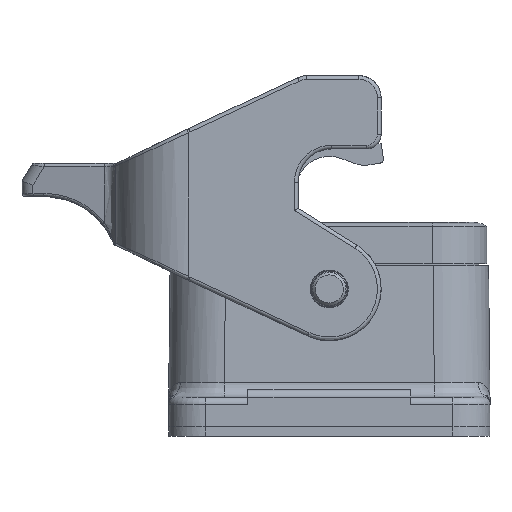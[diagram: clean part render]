
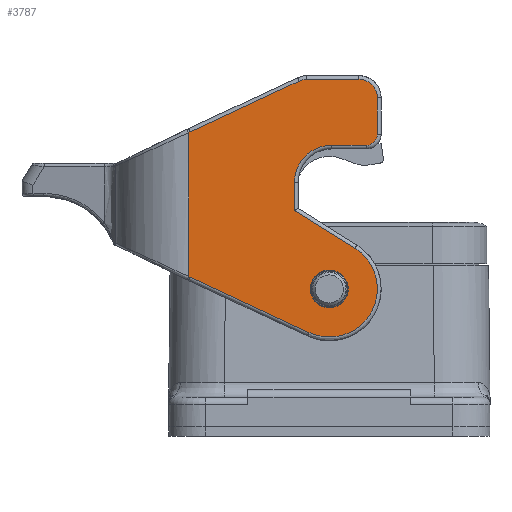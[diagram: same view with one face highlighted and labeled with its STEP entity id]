
A CAD part, left-side view. The second image highlights one B-rep face of the part: STEP entity #3787.
In plain terms, the highlighted planar face has unit normal (-1, 0, 0).
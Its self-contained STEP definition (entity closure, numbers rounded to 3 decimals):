
#2880=FACE_BOUND('',#5284,.T.);
#2881=FACE_BOUND('',#5285,.T.);
#3212=CIRCLE('',#16790,2.55);
#3246=CIRCLE('',#16898,5.);
#3249=CIRCLE('',#16903,1.5);
#3252=CIRCLE('',#16908,2.5);
#3258=CIRCLE('',#16917,2.5);
#3279=CIRCLE('',#16955,6.5);
#3787=ADVANCED_FACE('',(#2880,#2881),#4306,.F.);
#4306=PLANE('',#16959);
#5284=EDGE_LOOP('',(#7144));
#5285=EDGE_LOOP('',(#7145,#7146,#7147,#7148,#7149,#7150,#7151,#7152,#7153,
#7154,#7155,#7156,#7157,#7158,#7159));
#7144=ORIENTED_EDGE('',*,*,#10320,.F.);
#7145=ORIENTED_EDGE('',*,*,#10602,.F.);
#7146=ORIENTED_EDGE('',*,*,#10594,.T.);
#7147=ORIENTED_EDGE('',*,*,#10597,.T.);
#7148=ORIENTED_EDGE('',*,*,#10599,.T.);
#7149=ORIENTED_EDGE('',*,*,#10601,.T.);
#7150=ORIENTED_EDGE('',*,*,#10518,.T.);
#7151=ORIENTED_EDGE('',*,*,#10520,.T.);
#7152=ORIENTED_EDGE('',*,*,#10522,.T.);
#7153=ORIENTED_EDGE('',*,*,#10524,.T.);
#7154=ORIENTED_EDGE('',*,*,#10526,.T.);
#7155=ORIENTED_EDGE('',*,*,#10528,.T.);
#7156=ORIENTED_EDGE('',*,*,#10533,.T.);
#7157=ORIENTED_EDGE('',*,*,#10537,.T.);
#7158=ORIENTED_EDGE('',*,*,#10541,.T.);
#7159=ORIENTED_EDGE('',*,*,#10603,.F.);
#9156=VERTEX_POINT('',#23417);
#9288=VERTEX_POINT('',#24062);
#9289=VERTEX_POINT('',#24064);
#9290=VERTEX_POINT('',#24068);
#9291=VERTEX_POINT('',#24072);
#9292=VERTEX_POINT('',#24076);
#9293=VERTEX_POINT('',#24080);
#9294=VERTEX_POINT('',#24084);
#9297=VERTEX_POINT('',#24094);
#9299=VERTEX_POINT('',#24107);
#9301=VERTEX_POINT('',#24121);
#9330=VERTEX_POINT('',#24600);
#9331=VERTEX_POINT('',#24601);
#9332=VERTEX_POINT('',#24611);
#9333=VERTEX_POINT('',#24639);
#9334=VERTEX_POINT('',#24653);
#10320=EDGE_CURVE('',#9156,#9156,#3212,.T.);
#10518=EDGE_CURVE('',#9288,#9289,#3246,.T.);
#10520=EDGE_CURVE('',#9289,#9290,#13638,.T.);
#10522=EDGE_CURVE('',#9290,#9291,#3249,.T.);
#10524=EDGE_CURVE('',#9291,#9292,#13639,.T.);
#10526=EDGE_CURVE('',#9292,#9293,#3252,.T.);
#10528=EDGE_CURVE('',#9293,#9294,#13640,.T.);
#10533=EDGE_CURVE('',#9294,#9297,#3258,.T.);
#10537=EDGE_CURVE('',#9297,#9299,#11768,.T.);
#10541=EDGE_CURVE('',#9299,#9301,#11770,.T.);
#10594=EDGE_CURVE('',#9330,#9331,#13655,.T.);
#10597=EDGE_CURVE('',#9331,#9332,#3279,.T.);
#10599=EDGE_CURVE('',#9332,#9333,#13656,.T.);
#10601=EDGE_CURVE('',#9333,#9288,#13657,.T.);
#10602=EDGE_CURVE('',#9330,#9334,#11794,.T.);
#10603=EDGE_CURVE('',#9334,#9301,#13658,.T.);
#11768=B_SPLINE_CURVE_WITH_KNOTS('',3,(#24108,#24109,#24110,#24111),
 .UNSPECIFIED.,.F.,.F.,(4,4),(0.,1.),.UNSPECIFIED.);
#11770=B_SPLINE_CURVE_WITH_KNOTS('',3,(#24122,#24123,#24124,#24125),
 .UNSPECIFIED.,.F.,.F.,(4,4),(0.,1.),.UNSPECIFIED.);
#11794=B_SPLINE_CURVE_WITH_KNOTS('',3,(#24649,#24650,#24651,#24652),
 .UNSPECIFIED.,.F.,.F.,(4,4),(0.,1.),.UNSPECIFIED.);
#13638=LINE('',#24069,#14665);
#13639=LINE('',#24077,#14666);
#13640=LINE('',#24085,#14667);
#13655=LINE('',#24599,#14682);
#13656=LINE('',#24638,#14683);
#13657=LINE('',#24647,#14684);
#13658=LINE('',#24654,#14685);
#14665=VECTOR('',#18983,1.);
#14666=VECTOR('',#18994,1.);
#14667=VECTOR('',#19005,1.);
#14682=VECTOR('',#19104,1.);
#14683=VECTOR('',#19113,1.);
#14684=VECTOR('',#19116,1.);
#14685=VECTOR('',#19119,1.);
#16790=AXIS2_PLACEMENT_3D('',#23416,#18649,#18650);
#16898=AXIS2_PLACEMENT_3D('',#24065,#18977,#18978);
#16903=AXIS2_PLACEMENT_3D('',#24073,#18988,#18989);
#16908=AXIS2_PLACEMENT_3D('',#24081,#18999,#19000);
#16917=AXIS2_PLACEMENT_3D('',#24095,#19018,#19019);
#16955=AXIS2_PLACEMENT_3D('',#24610,#19109,#19110);
#16959=AXIS2_PLACEMENT_3D('',#24655,#19120,#19121);
#18649=DIRECTION('',(-1.,0.,0.));
#18650=DIRECTION('',(0.,-1.,0.));
#18977=DIRECTION('',(1.,0.,0.));
#18978=DIRECTION('',(0.,1.,0.));
#18983=DIRECTION('',(0.,-1.,0.));
#18988=DIRECTION('',(-1.,0.,0.));
#18989=DIRECTION('',(0.,1.,0.));
#18994=DIRECTION('',(0.,0.,1.));
#18999=DIRECTION('',(-1.,0.,0.));
#19000=DIRECTION('',(0.,1.,0.));
#19005=DIRECTION('',(0.,1.,0.));
#19018=DIRECTION('',(-1.,0.,0.));
#19019=DIRECTION('',(0.,1.,0.));
#19104=DIRECTION('',(0.,-0.906,-0.423));
#19109=DIRECTION('',(-1.,0.,0.));
#19110=DIRECTION('',(0.,-0.53,0.848));
#19113=DIRECTION('',(0.,0.848,0.53));
#19116=DIRECTION('',(0.,0.,1.));
#19119=DIRECTION('',(0.,0.,1.));
#19120=DIRECTION('',(1.,0.,0.));
#19121=DIRECTION('',(0.,-1.,0.));
#23416=CARTESIAN_POINT('',(-54.4,0.,2.55));
#23417=CARTESIAN_POINT('',(-54.4,-2.55,2.55));
#24062=CARTESIAN_POINT('',(-54.4,4.7,16.95));
#24064=CARTESIAN_POINT('',(-54.4,-0.3,21.95));
#24065=CARTESIAN_POINT('',(-54.4,-0.3,16.95));
#24068=CARTESIAN_POINT('',(-54.4,-5.,21.95));
#24069=CARTESIAN_POINT('',(-54.4,20.,21.95));
#24072=CARTESIAN_POINT('',(-54.4,-6.5,23.45));
#24073=CARTESIAN_POINT('',(-54.4,-5.,23.45));
#24076=CARTESIAN_POINT('',(-54.4,-6.5,28.35));
#24077=CARTESIAN_POINT('',(-54.4,-6.5,32.245));
#24080=CARTESIAN_POINT('',(-54.4,-4.,30.85));
#24081=CARTESIAN_POINT('',(-54.4,-4.,28.35));
#24084=CARTESIAN_POINT('',(-54.4,3.03,30.85));
#24085=CARTESIAN_POINT('',(-54.4,20.,30.85));
#24094=CARTESIAN_POINT('',(-54.4,4.086,30.616));
#24095=CARTESIAN_POINT('',(-54.4,3.03,28.35));
#24107=CARTESIAN_POINT('',(-54.4,18.785,23.762));
#24108=CARTESIAN_POINT('',(-54.4,4.086,30.616));
#24109=CARTESIAN_POINT('',(-54.4,8.984,28.332));
#24110=CARTESIAN_POINT('',(-54.4,13.883,26.048));
#24111=CARTESIAN_POINT('',(-54.4,18.781,23.764));
#24121=CARTESIAN_POINT('',(-54.4,19.,23.655));
#24122=CARTESIAN_POINT('',(-54.4,18.781,23.764));
#24123=CARTESIAN_POINT('',(-54.4,18.854,23.728));
#24124=CARTESIAN_POINT('',(-54.4,18.927,23.692));
#24125=CARTESIAN_POINT('',(-54.4,19.,23.657));
#24599=CARTESIAN_POINT('',(-54.4,2.747,-3.341));
#24600=CARTESIAN_POINT('',(-54.4,18.781,4.136));
#24601=CARTESIAN_POINT('',(-54.4,2.747,-3.341));
#24610=CARTESIAN_POINT('',(-54.4,0.,2.55));
#24611=CARTESIAN_POINT('',(-54.4,-3.444,8.062));
#24638=CARTESIAN_POINT('',(-54.4,4.7,13.152));
#24639=CARTESIAN_POINT('',(-54.4,4.7,13.152));
#24647=CARTESIAN_POINT('',(-54.4,4.7,16.95));
#24649=CARTESIAN_POINT('',(-54.4,18.781,4.136));
#24650=CARTESIAN_POINT('',(-54.4,18.854,4.171));
#24651=CARTESIAN_POINT('',(-54.4,18.927,4.207));
#24652=CARTESIAN_POINT('',(-54.4,19.,4.242));
#24653=CARTESIAN_POINT('',(-54.4,19.,4.244));
#24654=CARTESIAN_POINT('',(-54.4,19.,4.245));
#24655=CARTESIAN_POINT('',(-54.4,20.,32.245));
